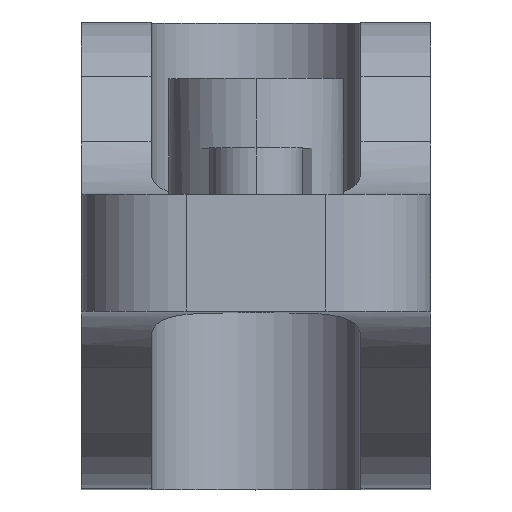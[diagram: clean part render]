
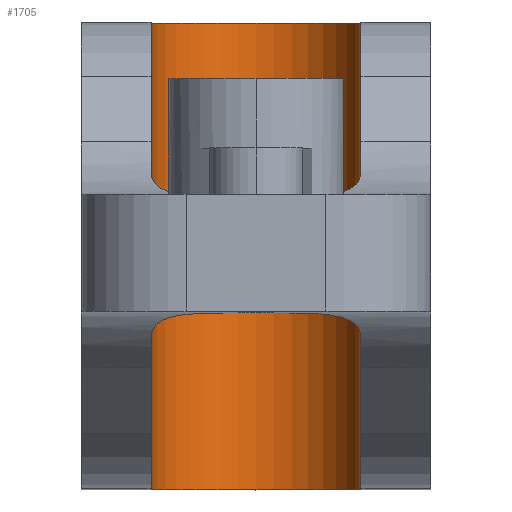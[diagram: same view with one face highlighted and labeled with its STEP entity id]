
A CAD part, top view. The second image highlights one B-rep face of the part: STEP entity #1705.
In plain terms, the highlighted cylindrical face has radius 4.5 mm (diameter 9 mm), a partial arc.
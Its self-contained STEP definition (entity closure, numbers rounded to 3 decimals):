
#48 = CIRCLE ( 'NONE', #1088, 4.5 ) ;
#184 = CARTESIAN_POINT ( 'NONE',  ( 4.5, 7., -96.25 ) ) ;
#237 = VERTEX_POINT ( 'NONE', #1166 ) ;
#266 = DIRECTION ( 'NONE',  ( 0., -1., 0. ) ) ;
#366 = CYLINDRICAL_SURFACE ( 'NONE', #2776, 4.5 ) ;
#368 = VECTOR ( 'NONE', #1052, 1000. ) ;
#606 = DIRECTION ( 'NONE',  ( 0., 0., 1. ) ) ;
#641 = ORIENTED_EDGE ( 'NONE', *, *, #1855, .F. ) ;
#731 = VECTOR ( 'NONE', #1116, 1000. ) ;
#776 = CARTESIAN_POINT ( 'NONE',  ( 0., 7., -96.25 ) ) ;
#808 = CARTESIAN_POINT ( 'NONE',  ( -4.5, 7., -96.25 ) ) ;
#903 = DIRECTION ( 'NONE',  ( 0., 1., 0. ) ) ;
#1052 = DIRECTION ( 'NONE',  ( 0., -1., 0. ) ) ;
#1068 = EDGE_CURVE ( 'NONE', #2624, #1204, #2176, .T. ) ;
#1071 = LINE ( 'NONE', #184, #731 ) ;
#1088 = AXIS2_PLACEMENT_3D ( 'NONE', #1767, #903, #2598 ) ;
#1094 = DIRECTION ( 'NONE',  ( 1., 0., 0. ) ) ;
#1110 = CARTESIAN_POINT ( 'NONE',  ( 0., 7., -96.25 ) ) ;
#1116 = DIRECTION ( 'NONE',  ( 0., -1., 0. ) ) ;
#1166 = CARTESIAN_POINT ( 'NONE',  ( 4.5, -13., -96.25 ) ) ;
#1172 = EDGE_LOOP ( 'NONE', ( #1885, #2466, #2034, #641 ) ) ;
#1204 = VERTEX_POINT ( 'NONE', #1820 ) ;
#1205 = DIRECTION ( 'NONE',  ( 0., -1., 0. ) ) ;
#1578 = AXIS2_PLACEMENT_3D ( 'NONE', #1110, #266, #1094 ) ;
#1612 = VERTEX_POINT ( 'NONE', #2702 ) ;
#1702 = LINE ( 'NONE', #808, #368 ) ;
#1705 = ADVANCED_FACE ( 'NONE', ( #2715 ), #366, .F. ) ;
#1767 = CARTESIAN_POINT ( 'NONE',  ( 0., -13., -96.25 ) ) ;
#1820 = CARTESIAN_POINT ( 'NONE',  ( 4.5, 7., -96.25 ) ) ;
#1855 = EDGE_CURVE ( 'NONE', #1204, #237, #1071, .T. ) ;
#1885 = ORIENTED_EDGE ( 'NONE', *, *, #1068, .F. ) ;
#1918 = EDGE_CURVE ( 'NONE', #237, #1612, #48, .T. ) ;
#2034 = ORIENTED_EDGE ( 'NONE', *, *, #1918, .F. ) ;
#2163 = EDGE_CURVE ( 'NONE', #2624, #1612, #1702, .T. ) ;
#2176 = CIRCLE ( 'NONE', #1578, 4.5 ) ;
#2279 = CARTESIAN_POINT ( 'NONE',  ( -4.5, 7., -96.25 ) ) ;
#2466 = ORIENTED_EDGE ( 'NONE', *, *, #2163, .T. ) ;
#2598 = DIRECTION ( 'NONE',  ( -1., 0., 0. ) ) ;
#2624 = VERTEX_POINT ( 'NONE', #2279 ) ;
#2702 = CARTESIAN_POINT ( 'NONE',  ( -4.5, -13., -96.25 ) ) ;
#2715 = FACE_OUTER_BOUND ( 'NONE', #1172, .T. ) ;
#2776 = AXIS2_PLACEMENT_3D ( 'NONE', #776, #1205, #606 ) ;
